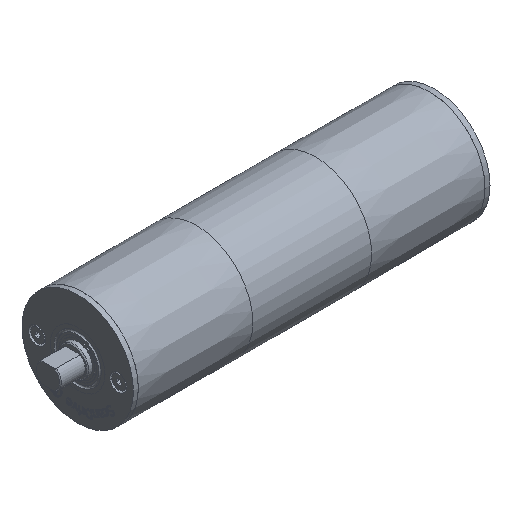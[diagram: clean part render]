
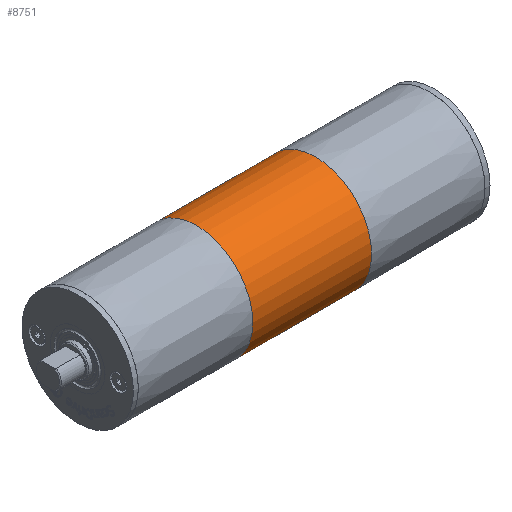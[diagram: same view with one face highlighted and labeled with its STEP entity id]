
A CAD part, isometric view. The second image highlights one B-rep face of the part: STEP entity #8751.
In plain terms, the highlighted cylindrical face has radius 56.75 mm (diameter 113.5 mm), a full revolution.
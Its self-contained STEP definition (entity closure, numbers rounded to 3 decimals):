
#96=FACE_BOUND('',#3604,.T.);
#720=CYLINDRICAL_SURFACE('',#9105,56.75);
#3031=FACE_OUTER_BOUND('',#3603,.T.);
#3603=EDGE_LOOP('',(#8237));
#3604=EDGE_LOOP('',(#8238));
#3687=CIRCLE('',#9106,56.75);
#3688=CIRCLE('',#9107,56.75);
#4539=VERTEX_POINT('',#15731);
#4540=VERTEX_POINT('',#15733);
#5777=EDGE_CURVE('',#4539,#4539,#3687,.T.);
#5778=EDGE_CURVE('',#4540,#4540,#3688,.T.);
#8237=ORIENTED_EDGE('',*,*,#5777,.T.);
#8238=ORIENTED_EDGE('',*,*,#5778,.F.);
#8751=ADVANCED_FACE('',(#3031,#96),#720,.T.);
#9105=AXIS2_PLACEMENT_3D('',#15730,#10575,#10576);
#9106=AXIS2_PLACEMENT_3D('',#15732,#10577,#10578);
#9107=AXIS2_PLACEMENT_3D('',#15734,#10579,#10580);
#10575=DIRECTION('center_axis',(1.,0.,0.));
#10576=DIRECTION('ref_axis',(0.,1.,0.));
#10577=DIRECTION('center_axis',(1.,0.,0.));
#10578=DIRECTION('ref_axis',(0.,0.,-1.));
#10579=DIRECTION('center_axis',(1.,0.,0.));
#10580=DIRECTION('ref_axis',(0.,0.,-1.));
#15730=CARTESIAN_POINT('Origin',(0.,0.,0.));
#15731=CARTESIAN_POINT('',(-60.,56.75,0.));
#15732=CARTESIAN_POINT('Origin',(-60.,0.,
0.));
#15733=CARTESIAN_POINT('',(60.,56.75,0.));
#15734=CARTESIAN_POINT('Origin',(60.,0.,
0.));
